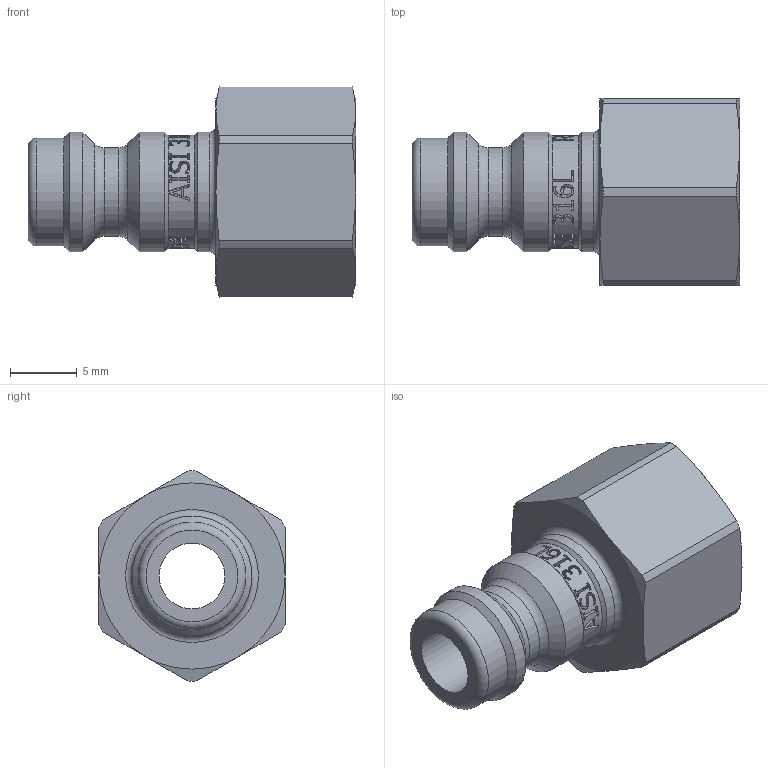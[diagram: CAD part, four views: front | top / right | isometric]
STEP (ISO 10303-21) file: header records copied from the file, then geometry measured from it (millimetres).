
FILE_DESCRIPTION((''),'2;1');
FILE_NAME('21sfiw13exx.stp','2014-09-18T13:59:30',('AS035480'),(''),'Autodesk Inventor 2013','Autodesk Inventor 2013','');
FILE_SCHEMA(('AUTOMOTIVE_DESIGN { 1 0 10303 214 1 1 1 1 }'));
Length unit declared in the file: millimetre
Products named in the file (1): D111871
Bounding box: 24.6 x 14 x 15.8 mm (x, y, z)
Volume: 1606.1 mm3; surface area: 1742.6 mm2
Topology: 1 solids, 1 shells, 275 faces, 720 edges, 471 vertices
Faces by surface type: plane 128, bspline 89, cylinder 36, cone 18, torus 4
Full cylindrical faces by diameter (mm): 4.95 x1, 6.65 x1, 8.1 x1, 8.5 x1, 9 x3, 9.728 x1
Entity records: 30926 total; most frequent: CARTESIAN_POINT 24972, ORIENTED_EDGE 1404, DIRECTION 880, EDGE_CURVE 702, VERTEX_POINT 471, EDGE_LOOP 319, AXIS2_PLACEMENT_3D 301, B_SPLINE_CURVE_WITH_KNOTS 286
